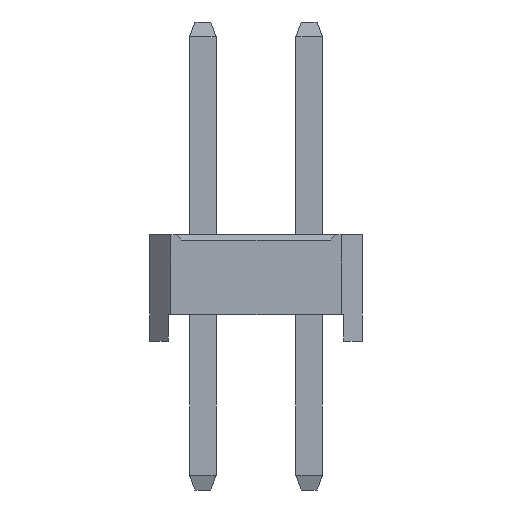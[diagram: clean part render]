
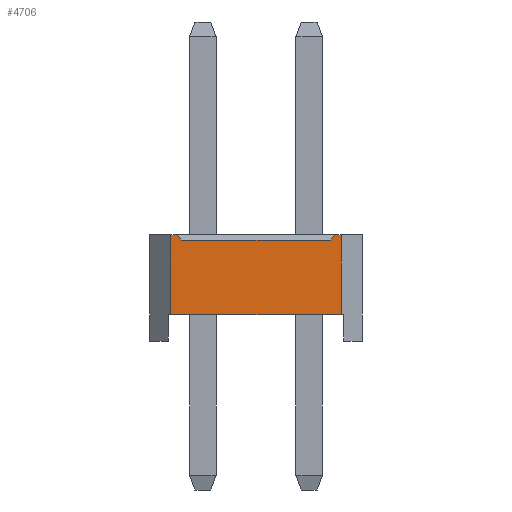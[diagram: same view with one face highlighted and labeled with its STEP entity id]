
A CAD part, left-side view. The second image highlights one B-rep face of the part: STEP entity #4706.
In plain terms, the highlighted planar face has unit normal (-1, 0, 0).
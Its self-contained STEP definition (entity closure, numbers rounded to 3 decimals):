
#4706=ADVANCED_FACE('',(#18904),#18906,.T.);
#18904=FACE_BOUND('',#18905,.T.);
#18905=EDGE_LOOP('',(#30005,#30006,#30007,#30008,#30009,#30010,#30011,#30012));
#18906=PLANE('',#18907);
#18907=AXIS2_PLACEMENT_3D('',#18908,#18909,#18910);
#18908=CARTESIAN_POINT('',(-1.,2.6,0.));
#18909=DIRECTION('',(-1.,0.,0.));
#18910=DIRECTION('',(0.,-1.,0.));
#30005=ORIENTED_EDGE('',*,*,#36858,.F.);
#30006=ORIENTED_EDGE('',*,*,#36859,.T.);
#30007=ORIENTED_EDGE('',*,*,#36860,.F.);
#30008=ORIENTED_EDGE('',*,*,#35326,.F.);
#30009=ORIENTED_EDGE('',*,*,#36861,.F.);
#30010=ORIENTED_EDGE('',*,*,#34764,.T.);
#30011=ORIENTED_EDGE('',*,*,#36857,.T.);
#30012=ORIENTED_EDGE('',*,*,#35330,.F.);
#34764=EDGE_CURVE('',#38710,#38708,#38711,.T.);
#35326=EDGE_CURVE('',#39832,#39834,#39835,.T.);
#35330=EDGE_CURVE('',#39840,#39842,#39843,.T.);
#36857=EDGE_CURVE('',#38708,#39842,#42379,.T.);
#36858=EDGE_CURVE('',#42380,#39840,#42381,.F.);
#36859=EDGE_CURVE('',#42380,#42382,#42383,.T.);
#36860=EDGE_CURVE('',#39834,#42382,#42384,.F.);
#36861=EDGE_CURVE('',#38710,#39832,#42385,.T.);
#38708=VERTEX_POINT('',#45106);
#38710=VERTEX_POINT('',#45110);
#38711=LINE('',#45111,#45112);
#39832=VERTEX_POINT('',#47354);
#39834=VERTEX_POINT('',#47358);
#39835=LINE('',#47359,#47360);
#39840=VERTEX_POINT('',#47370);
#39842=VERTEX_POINT('',#47374);
#39843=LINE('',#47375,#47376);
#42379=LINE('',#52965,#52966);
#42380=VERTEX_POINT('',#52968);
#42381=LINE('',#52969,#52970);
#42382=VERTEX_POINT('',#52972);
#42383=LINE('',#52973,#52974);
#42384=LINE('',#52976,#52977);
#42385=LINE('',#52979,#52980);
#45106=CARTESIAN_POINT('',(-1.,-0.6,0.5));
#45110=CARTESIAN_POINT('',(-1.,2.6,0.5));
#45111=CARTESIAN_POINT('',(-1.,2.6,0.5));
#45112=VECTOR('',#45113,1.);
#45113=DIRECTION('',(0.,-1.,0.));
#47354=CARTESIAN_POINT('',(-1.,2.6,2.));
#47358=CARTESIAN_POINT('',(-1.,2.5,2.));
#47359=CARTESIAN_POINT('',(-1.,2.6,2.));
#47360=VECTOR('',#47361,1.);
#47361=DIRECTION('',(0.,-1.,0.));
#47370=CARTESIAN_POINT('',(-1.,-0.5,2.));
#47374=CARTESIAN_POINT('',(-1.,-0.6,2.));
#47375=CARTESIAN_POINT('',(-1.,-0.5,2.));
#47376=VECTOR('',#47377,1.);
#47377=DIRECTION('',(0.,-1.,0.));
#52965=CARTESIAN_POINT('',(-1.,-0.6,0.5));
#52966=VECTOR('',#52967,1.);
#52967=DIRECTION('',(0.,0.,1.));
#52968=CARTESIAN_POINT('',(-1.,-0.4,1.9));
#52969=CARTESIAN_POINT('',(-1.,-0.5,2.));
#52970=VECTOR('',#52971,1.);
#52971=DIRECTION('',(0.,0.707,-0.707));
#52972=CARTESIAN_POINT('',(-1.,2.4,1.9));
#52973=CARTESIAN_POINT('',(-1.,-0.4,1.9));
#52974=VECTOR('',#52975,1.);
#52975=DIRECTION('',(0.,1.,0.));
#52976=CARTESIAN_POINT('',(-1.,2.4,1.9));
#52977=VECTOR('',#52978,1.);
#52978=DIRECTION('',(0.,0.707,0.707));
#52979=CARTESIAN_POINT('',(-1.,2.6,0.5));
#52980=VECTOR('',#52981,1.);
#52981=DIRECTION('',(0.,0.,1.));
